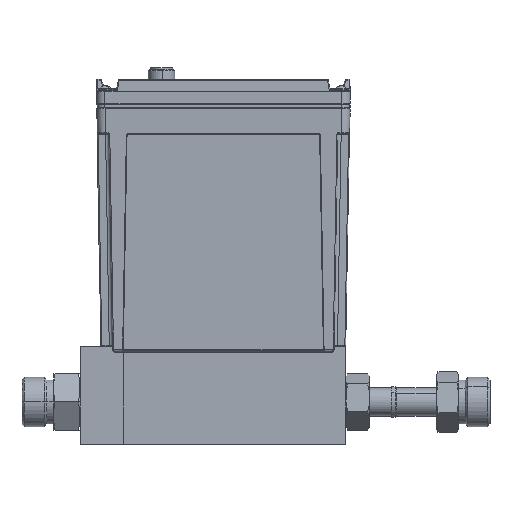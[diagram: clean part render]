
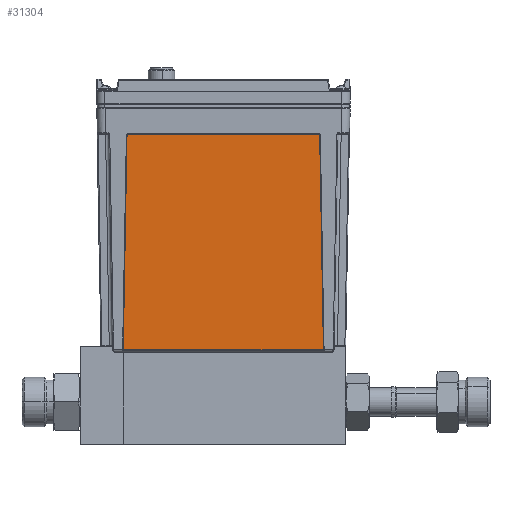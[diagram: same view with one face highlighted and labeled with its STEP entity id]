
A CAD part, top view. The second image highlights one B-rep face of the part: STEP entity #31304.
In plain terms, the highlighted planar face has unit normal (0, -0.018, 1).
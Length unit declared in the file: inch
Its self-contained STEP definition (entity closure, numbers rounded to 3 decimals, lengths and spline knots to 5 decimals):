
#679 = DIRECTION ( 'NONE',  ( 1., 0., 0. ) ) ;
#943 = PLANE ( 'NONE',  #15148 ) ;
#1143 = CIRCLE ( 'NONE', #3386, 0.02 ) ;
#1277 = EDGE_CURVE ( 'NONE', #50685, #18271, #12354, .T. ) ;
#1488 = DIRECTION ( 'NONE',  ( 0., -0.017, 1. ) ) ;
#1526 = EDGE_CURVE ( 'NONE', #18271, #27453, #1143, .T. ) ;
#2374 = AXIS2_PLACEMENT_3D ( 'NONE', #11807, #45469, #16572 ) ;
#2460 = CIRCLE ( 'NONE', #2374, 0.02 ) ;
#2784 = CARTESIAN_POINT ( 'NONE',  ( -2.69684, 4.6193, 1.02953 ) ) ;
#2948 = VECTOR ( 'NONE', #23447, 39.37008 ) ;
#3386 = AXIS2_PLACEMENT_3D ( 'NONE', #25137, #1488, #679 ) ;
#4288 = VECTOR ( 'NONE', #58213, 39.37008 ) ;
#4835 = FACE_OUTER_BOUND ( 'NONE', #57990, .T. ) ;
#5478 = LINE ( 'NONE', #10171, #37773 ) ;
#7049 = VECTOR ( 'NONE', #54899, 39.37008 ) ;
#7703 = LINE ( 'NONE', #53485, #4288 ) ;
#8979 = CARTESIAN_POINT ( 'NONE',  ( 0.7905, 0.80953, 0.96303 ) ) ;
#9916 = CARTESIAN_POINT ( 'NONE',  ( -2.67685, 4.63895, 1.02987 ) ) ;
#10171 = CARTESIAN_POINT ( 'NONE',  ( -2.7635, 0.80953, 0.96303 ) ) ;
#10726 = CARTESIAN_POINT ( 'NONE',  ( -0.9865, 4.63895, 1.02987 ) ) ;
#11041 = CARTESIAN_POINT ( 'NONE',  ( -2.67685, 4.61895, 1.02953 ) ) ;
#11807 = CARTESIAN_POINT ( 'NONE',  ( 0.70385, 4.61895, 1.02953 ) ) ;
#12354 = LINE ( 'NONE', #19939, #7049 ) ;
#12394 = AXIS2_PLACEMENT_3D ( 'NONE', #11041, #44692, #15808 ) ;
#12762 = ORIENTED_EDGE ( 'NONE', *, *, #42500, .T. ) ;
#15148 = AXIS2_PLACEMENT_3D ( 'NONE', #10726, #44366, #15488 ) ;
#15488 = DIRECTION ( 'NONE',  ( 1., 0., 0. ) ) ;
#15808 = DIRECTION ( 'NONE',  ( 1., 0., 0. ) ) ;
#16572 = DIRECTION ( 'NONE',  ( 1., 0., 0. ) ) ;
#18271 = VERTEX_POINT ( 'NONE', #24715 ) ;
#18872 = ORIENTED_EDGE ( 'NONE', *, *, #1277, .T. ) ;
#19939 = CARTESIAN_POINT ( 'NONE',  ( -2.6965, 4.63895, 1.02987 ) ) ;
#22249 = VERTEX_POINT ( 'NONE', #9916 ) ;
#23447 = DIRECTION ( 'NONE',  ( -0.017, 1., 0.017 ) ) ;
#24715 = CARTESIAN_POINT ( 'NONE',  ( -2.76314, 0.82988, 0.96339 ) ) ;
#25137 = CARTESIAN_POINT ( 'NONE',  ( -2.74315, 0.82953, 0.96338 ) ) ;
#25183 = VERTEX_POINT ( 'NONE', #32291 ) ;
#27453 = VERTEX_POINT ( 'NONE', #49335 ) ;
#28146 = CARTESIAN_POINT ( 'NONE',  ( 0.77015, 0.82953, 0.96338 ) ) ;
#28945 = ORIENTED_EDGE ( 'NONE', *, *, #38200, .T. ) ;
#29166 = CARTESIAN_POINT ( 'NONE',  ( 0.72384, 4.6193, 1.02953 ) ) ;
#30053 = ORIENTED_EDGE ( 'NONE', *, *, #1526, .T. ) ;
#31304 = ADVANCED_FACE ( 'NONE', ( #4835 ), #943, .T. ) ;
#32291 = CARTESIAN_POINT ( 'NONE',  ( 0.70385, 4.63895, 1.02987 ) ) ;
#32747 = ORIENTED_EDGE ( 'NONE', *, *, #40293, .T. ) ;
#32900 = ORIENTED_EDGE ( 'NONE', *, *, #38942, .T. ) ;
#32994 = DIRECTION ( 'NONE',  ( 1., 0., 0. ) ) ;
#35359 = ORIENTED_EDGE ( 'NONE', *, *, #58715, .T. ) ;
#36182 = CIRCLE ( 'NONE', #12394, 0.02 ) ;
#37773 = VECTOR ( 'NONE', #48530, 39.37008 ) ;
#37995 = LINE ( 'NONE', #8979, #2948 ) ;
#38200 = EDGE_CURVE ( 'NONE', #25183, #22249, #7703, .T. ) ;
#38942 = EDGE_CURVE ( 'NONE', #46889, #60273, #37995, .T. ) ;
#40293 = EDGE_CURVE ( 'NONE', #45471, #46889, #48874, .T. ) ;
#42500 = EDGE_CURVE ( 'NONE', #27453, #45471, #5478, .T. ) ;
#42604 = EDGE_CURVE ( 'NONE', #60273, #25183, #2460, .T. ) ;
#44366 = DIRECTION ( 'NONE',  ( 0., -0.017, 1. ) ) ;
#44692 = DIRECTION ( 'NONE',  ( 0., -0.017, 1. ) ) ;
#45428 = CARTESIAN_POINT ( 'NONE',  ( 0.79014, 0.82988, 0.96339 ) ) ;
#45469 = DIRECTION ( 'NONE',  ( 0., -0.017, 1. ) ) ;
#45471 = VERTEX_POINT ( 'NONE', #56704 ) ;
#46889 = VERTEX_POINT ( 'NONE', #45428 ) ;
#47409 = ORIENTED_EDGE ( 'NONE', *, *, #42604, .T. ) ;
#48530 = DIRECTION ( 'NONE',  ( 1., 0., 0. ) ) ;
#48874 = CIRCLE ( 'NONE', #49421, 0.02 ) ;
#49335 = CARTESIAN_POINT ( 'NONE',  ( -2.74315, 0.80953, 0.96303 ) ) ;
#49421 = AXIS2_PLACEMENT_3D ( 'NONE', #28146, #61706, #32994 ) ;
#50685 = VERTEX_POINT ( 'NONE', #2784 ) ;
#53485 = CARTESIAN_POINT ( 'NONE',  ( 0.7235, 4.63895, 1.02987 ) ) ;
#54899 = DIRECTION ( 'NONE',  ( -0.017, -1., -0.017 ) ) ;
#56704 = CARTESIAN_POINT ( 'NONE',  ( 0.77015, 0.80953, 0.96303 ) ) ;
#57990 = EDGE_LOOP ( 'NONE', ( #12762, #32747, #32900, #47409, #28945, #35359, #18872, #30053 ) ) ;
#58213 = DIRECTION ( 'NONE',  ( -1., 0., 0. ) ) ;
#58715 = EDGE_CURVE ( 'NONE', #22249, #50685, #36182, .T. ) ;
#60273 = VERTEX_POINT ( 'NONE', #29166 ) ;
#61706 = DIRECTION ( 'NONE',  ( 0., -0.017, 1. ) ) ;
